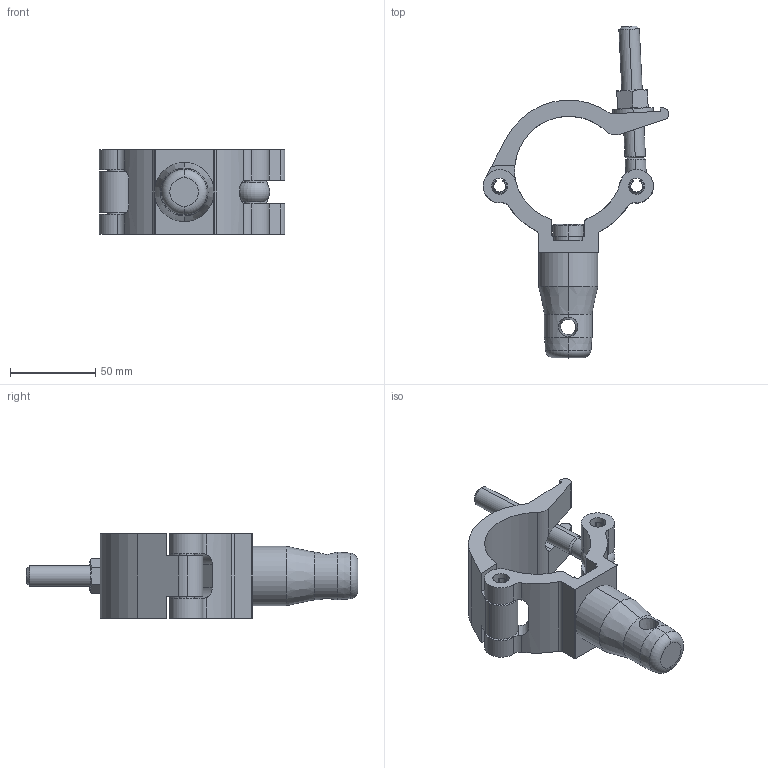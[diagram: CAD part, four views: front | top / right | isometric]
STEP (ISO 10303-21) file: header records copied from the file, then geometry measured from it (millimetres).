
FILE_DESCRIPTION (( 'STEP AP203' ), '1' );
FILE_NAME ('T45820.STEP', '2018-07-30T12:59:52', ( '' ), ( '' ), 'SwSTEP 2.0', 'SolidWorks 2016', '' );
FILE_SCHEMA (( 'CONFIG_CONTROL_DESIGN' ));
Length unit declared in the file: millimetre
Products named in the file (14): Hex Nut Style 1 GradeAB_Doughty Fastners_Hexagon Nut ISO - 4032 - M12 - D - S; A Washer_Bright washer BS 4320 - M12 (Form A); TH460_TH460; f1501; T45820; TH3127; TH3136; T78055; F790; F2916_ISO 4762 M12 x 45 --- 45S; TH733; TH2017_TH2017 - 50MM WIDE; TH647_TH647; TH2018_TH2018 - 50MM WIDE
Assembly tree (14 placements, depth 3):
  T45820
    TH460_TH460
      TH2017_TH2017 - 50MM WIDE
    TH647_TH647
      TH2018_TH2018 - 50MM WIDE
    T78055
      TH733
      A Washer_Bright washer BS 4320 - M12 (Form A)
      Hex Nut Style 1 GradeAB_Doughty Fastners_Hexagon Nut ISO - 4032 - M12 - D - S
    F790  x2
    TH3127
    f1501
    TH3136
    F2916_ISO 4762 M12 x 45 --- 45S
Bounding box: 109.04 x 195 x 49.9 mm (x, y, z)
Volume: 177606.5 mm3; surface area: 60206.2 mm2
Topology: 11 solids, 11 shells, 398 faces, 986 edges, 607 vertices
Faces by surface type: cone 158, cylinder 150, plane 82, torus 8
Entity records: 13422 total; most frequent: CARTESIAN_POINT 2525, DIRECTION 2167, ORIENTED_EDGE 1884, EDGE_CURVE 942, AXIS2_PLACEMENT_3D 880, VERTEX_POINT 583, CIRCLE 478, EDGE_LOOP 409
